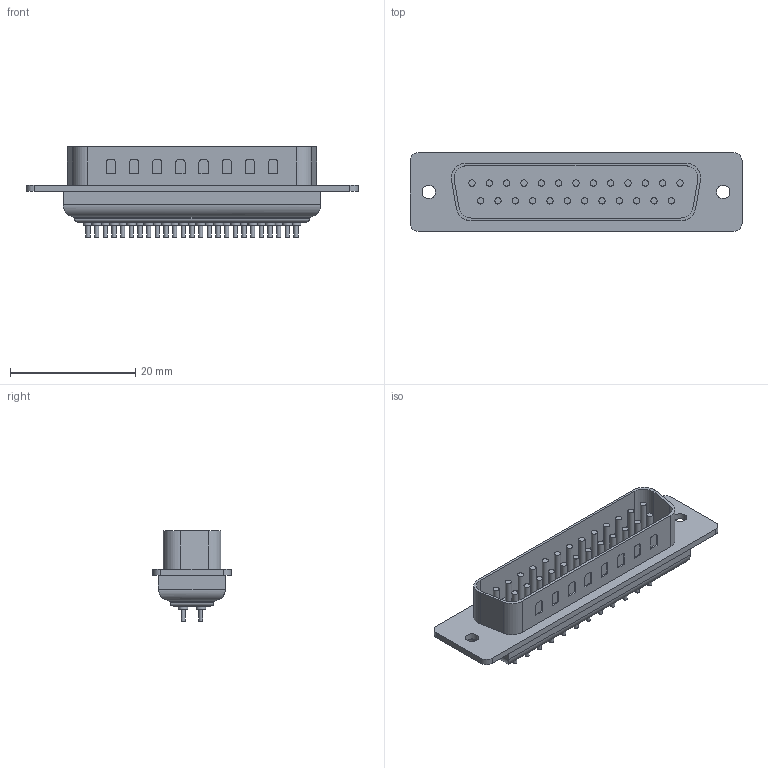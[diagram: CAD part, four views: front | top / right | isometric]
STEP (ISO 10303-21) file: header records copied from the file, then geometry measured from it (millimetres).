
FILE_DESCRIPTION(('FreeCAD Model'),'2;1');
FILE_NAME('A_DS_25_PP_Z_cut.step', '2020-08-28T10:54:34',('Author'),(''), 'Open CASCADE STEP processor 7.3','FreeCAD','Unknown');
FILE_SCHEMA(('AUTOMOTIVE_DESIGN { 1 0 10303 214 1 1 1 1 }'));
Length unit declared in the file: millimetre
Products named in the file (1): A_DS_25_PP_Z_cut
Bounding box: 53.04 x 12.55 x 14.4 mm (x, y, z)
Volume: 2969.3 mm3; surface area: 3571 mm2
Topology: 1 solids, 1 shells, 309 faces, 768 edges, 555 vertices
Faces by surface type: plane 180, cylinder 129
Full cylindrical faces by diameter (mm): 0.65 x25, 1 x25, 1.54 x25, 2.156 x2
Entity records: 10720 total; most frequent: CARTESIAN_POINT 1822, DIRECTION 1694, ORIENTED_EDGE 1536, EDGE_CURVE 768, AXIS2_PLACEMENT_3D 697, VERTEX_POINT 555, FACE_BOUND 407, EDGE_LOOP 407
